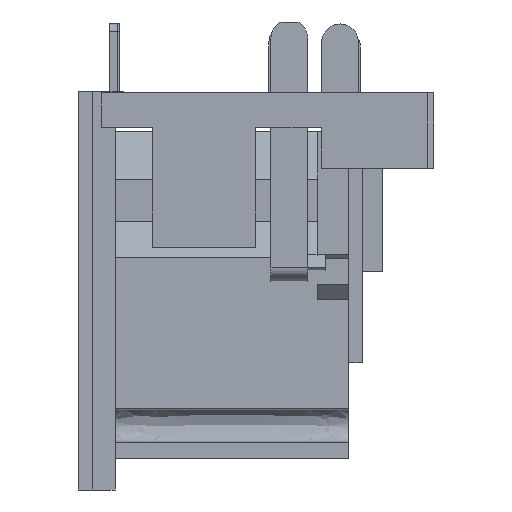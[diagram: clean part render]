
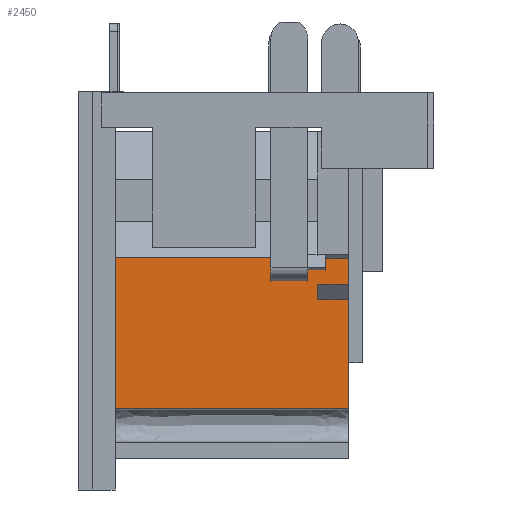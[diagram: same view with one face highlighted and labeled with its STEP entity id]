
A CAD part, left-side view. The second image highlights one B-rep face of the part: STEP entity #2450.
In plain terms, the highlighted planar face has unit normal (-1, 0, 0).
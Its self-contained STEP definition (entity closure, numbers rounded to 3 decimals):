
#33 = DIRECTION ( 'NONE',  ( 0., 0., -1. ) ) ;
#60 = LINE ( 'NONE', #9434, #4330 ) ;
#450 = EDGE_CURVE ( 'NONE', #890, #5279, #8200, .T. ) ;
#455 = VECTOR ( 'NONE', #33, 1000. ) ;
#616 = EDGE_LOOP ( 'NONE', ( #2858, #7575, #10676, #6499, #1185, #2043, #6389, #1887, #2204, #10637 ) ) ;
#634 = EDGE_CURVE ( 'NONE', #10445, #1851, #60, .T. ) ;
#890 = VERTEX_POINT ( 'NONE', #1351 ) ;
#1169 = VERTEX_POINT ( 'NONE', #5189 ) ;
#1185 = ORIENTED_EDGE ( 'NONE', *, *, #450, .F. ) ;
#1227 = CARTESIAN_POINT ( 'NONE',  ( 3.23, 1.5, -5.421 ) ) ;
#1327 = CARTESIAN_POINT ( 'NONE',  ( 3.23, 5.7, -15.306 ) ) ;
#1351 = CARTESIAN_POINT ( 'NONE',  ( 3.23, 0., -9.999 ) ) ;
#1404 = VECTOR ( 'NONE', #2479, 1000. ) ;
#1568 = VECTOR ( 'NONE', #6458, 1000. ) ;
#1605 = EDGE_CURVE ( 'NONE', #890, #3211, #10547, .T. ) ;
#1629 = CARTESIAN_POINT ( 'NONE',  ( 3.23, 0., -9.771 ) ) ;
#1851 = VERTEX_POINT ( 'NONE', #8433 ) ;
#1887 = ORIENTED_EDGE ( 'NONE', *, *, #10068, .T. ) ;
#1998 = DIRECTION ( 'NONE',  ( 0., 1., 0. ) ) ;
#1999 = DIRECTION ( 'NONE',  ( 0., -1., 0. ) ) ;
#2043 = ORIENTED_EDGE ( 'NONE', *, *, #1605, .T. ) ;
#2170 = DIRECTION ( 'NONE',  ( 0., -1., 0. ) ) ;
#2204 = ORIENTED_EDGE ( 'NONE', *, *, #5179, .F. ) ;
#2357 = DIRECTION ( 'NONE',  ( -1., 0., 0. ) ) ;
#2450 = ADVANCED_FACE ( 'NONE', ( #5677 ), #4019, .T. ) ;
#2463 = CARTESIAN_POINT ( 'NONE',  ( 3.23, 1.5, -7.899 ) ) ;
#2479 = DIRECTION ( 'NONE',  ( 0., 0., -1. ) ) ;
#2858 = ORIENTED_EDGE ( 'NONE', *, *, #6447, .F. ) ;
#2960 = VECTOR ( 'NONE', #6634, 1000. ) ;
#3211 = VERTEX_POINT ( 'NONE', #7372 ) ;
#3494 = VECTOR ( 'NONE', #6865, 1000. ) ;
#3836 = VERTEX_POINT ( 'NONE', #5250 ) ;
#3950 = VERTEX_POINT ( 'NONE', #10522 ) ;
#4019 = PLANE ( 'NONE',  #10744 ) ;
#4164 = LINE ( 'NONE', #1327, #6179 ) ;
#4277 = EDGE_CURVE ( 'NONE', #3950, #5279, #4164, .T. ) ;
#4330 = VECTOR ( 'NONE', #7745, 1000. ) ;
#4431 = CARTESIAN_POINT ( 'NONE',  ( 3.23, 0., -15.306 ) ) ;
#5179 = EDGE_CURVE ( 'NONE', #10445, #3836, #7278, .T. ) ;
#5189 = CARTESIAN_POINT ( 'NONE',  ( 3.23, 1.5, -9.233 ) ) ;
#5250 = CARTESIAN_POINT ( 'NONE',  ( 3.23, 0., -9.233 ) ) ;
#5279 = VERTEX_POINT ( 'NONE', #4431 ) ;
#5373 = EDGE_CURVE ( 'NONE', #7846, #9158, #5396, .T. ) ;
#5396 = LINE ( 'NONE', #6262, #7139 ) ;
#5605 = CARTESIAN_POINT ( 'NONE',  ( 3.23, 1.5, -10.364 ) ) ;
#5677 = FACE_OUTER_BOUND ( 'NONE', #616, .T. ) ;
#5776 = CARTESIAN_POINT ( 'NONE',  ( 3.23, 5.7, -9.999 ) ) ;
#6012 = CARTESIAN_POINT ( 'NONE',  ( 3.23, 0., -9.771 ) ) ;
#6036 = VECTOR ( 'NONE', #6336, 1000. ) ;
#6105 = LINE ( 'NONE', #5605, #1568 ) ;
#6179 = VECTOR ( 'NONE', #2170, 1000. ) ;
#6262 = CARTESIAN_POINT ( 'NONE',  ( 3.23, 5.7, -7.899 ) ) ;
#6336 = DIRECTION ( 'NONE',  ( 0., 0., -1. ) ) ;
#6389 = ORIENTED_EDGE ( 'NONE', *, *, #9499, .F. ) ;
#6447 = EDGE_CURVE ( 'NONE', #7846, #1851, #10296, .T. ) ;
#6458 = DIRECTION ( 'NONE',  ( 0., 0., -1. ) ) ;
#6499 = ORIENTED_EDGE ( 'NONE', *, *, #4277, .T. ) ;
#6604 = CARTESIAN_POINT ( 'NONE',  ( 3.23, 11.4, -15.306 ) ) ;
#6634 = DIRECTION ( 'NONE',  ( 0., 1., 0. ) ) ;
#6822 = EDGE_CURVE ( 'NONE', #3950, #9158, #10286, .T. ) ;
#6865 = DIRECTION ( 'NONE',  ( 0., 0., 1. ) ) ;
#7139 = VECTOR ( 'NONE', #1998, 1000. ) ;
#7278 = LINE ( 'NONE', #6012, #455 ) ;
#7372 = CARTESIAN_POINT ( 'NONE',  ( 3.23, 1.5, -9.999 ) ) ;
#7575 = ORIENTED_EDGE ( 'NONE', *, *, #5373, .T. ) ;
#7745 = DIRECTION ( 'NONE',  ( 0., 1., 0. ) ) ;
#7846 = VERTEX_POINT ( 'NONE', #2463 ) ;
#7978 = CARTESIAN_POINT ( 'NONE',  ( 3.23, 5.7, -9.233 ) ) ;
#8200 = LINE ( 'NONE', #1629, #1404 ) ;
#8315 = DIRECTION ( 'NONE',  ( 0., -1., 0. ) ) ;
#8433 = CARTESIAN_POINT ( 'NONE',  ( 3.23, 1.5, -7.979 ) ) ;
#8479 = CARTESIAN_POINT ( 'NONE',  ( 3.23, 11.4, -7.899 ) ) ;
#8530 = CARTESIAN_POINT ( 'NONE',  ( 3.23, 11.4, -9.536 ) ) ;
#9158 = VERTEX_POINT ( 'NONE', #8479 ) ;
#9434 = CARTESIAN_POINT ( 'NONE',  ( 3.23, 5.7, -7.979 ) ) ;
#9499 = EDGE_CURVE ( 'NONE', #1169, #3211, #6105, .T. ) ;
#10068 = EDGE_CURVE ( 'NONE', #1169, #3836, #10348, .T. ) ;
#10087 = VECTOR ( 'NONE', #1999, 1000. ) ;
#10241 = CARTESIAN_POINT ( 'NONE',  ( 3.23, 0., -7.979 ) ) ;
#10286 = LINE ( 'NONE', #8530, #3494 ) ;
#10296 = LINE ( 'NONE', #1227, #6036 ) ;
#10348 = LINE ( 'NONE', #7978, #10087 ) ;
#10445 = VERTEX_POINT ( 'NONE', #10241 ) ;
#10522 = CARTESIAN_POINT ( 'NONE',  ( 3.23, 11.4, -15.306 ) ) ;
#10547 = LINE ( 'NONE', #5776, #2960 ) ;
#10637 = ORIENTED_EDGE ( 'NONE', *, *, #634, .T. ) ;
#10676 = ORIENTED_EDGE ( 'NONE', *, *, #6822, .F. ) ;
#10744 = AXIS2_PLACEMENT_3D ( 'NONE', #6604, #2357, #8315 ) ;
